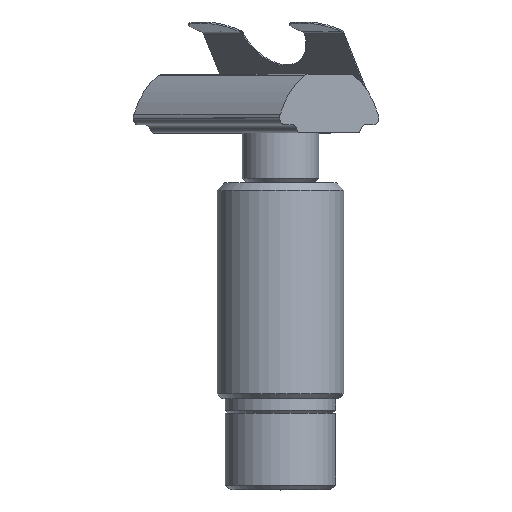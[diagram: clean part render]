
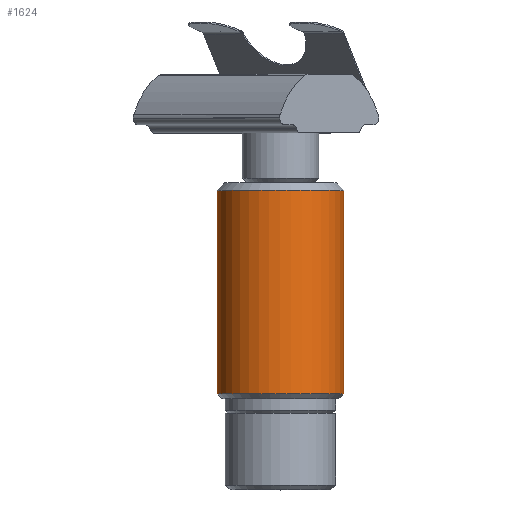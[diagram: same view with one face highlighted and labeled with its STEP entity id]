
A CAD part, top view. The second image highlights one B-rep face of the part: STEP entity #1624.
In plain terms, the highlighted cylindrical face has radius 6.6 mm (diameter 13.2 mm), a full revolution.
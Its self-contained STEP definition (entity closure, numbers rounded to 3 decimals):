
#336=FACE_BOUND('',#537,.T.);
#424=FACE_OUTER_BOUND('',#536,.T.);
#536=EDGE_LOOP('',(#1415));
#537=EDGE_LOOP('',(#1416));
#630=CIRCLE('',#1801,6.6);
#631=CIRCLE('',#1802,6.6);
#784=VERTEX_POINT('',#3113);
#785=VERTEX_POINT('',#3115);
#1001=EDGE_CURVE('',#784,#784,#630,.T.);
#1002=EDGE_CURVE('',#785,#785,#631,.T.);
#1415=ORIENTED_EDGE('',*,*,#1001,.T.);
#1416=ORIENTED_EDGE('',*,*,#1002,.T.);
#1536=CYLINDRICAL_SURFACE('',#1800,6.6);
#1624=ADVANCED_FACE('',(#424,#336),#1536,.T.);
#1800=AXIS2_PLACEMENT_3D('',#3112,#2251,#2252);
#1801=AXIS2_PLACEMENT_3D('',#3114,#2253,#2254);
#1802=AXIS2_PLACEMENT_3D('',#3116,#2255,#2256);
#2251=DIRECTION('center_axis',(0.,1.,0.));
#2252=DIRECTION('ref_axis',(-1.,0.,0.));
#2253=DIRECTION('center_axis',(0.,1.,0.));
#2254=DIRECTION('ref_axis',(-1.,0.,0.));
#2255=DIRECTION('center_axis',(0.,-1.,0.));
#2256=DIRECTION('ref_axis',(-1.,0.,0.));
#3112=CARTESIAN_POINT('Origin',(0.,42.25,0.));
#3113=CARTESIAN_POINT('',(3.306,31.5,5.712));
#3114=CARTESIAN_POINT('Origin',(0.,31.5,0.));
#3115=CARTESIAN_POINT('',(3.306,52.7,5.712));
#3116=CARTESIAN_POINT('Origin',(0.,52.7,0.));
